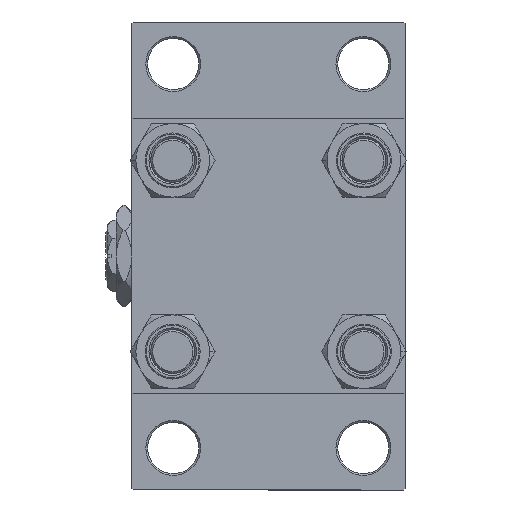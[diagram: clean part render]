
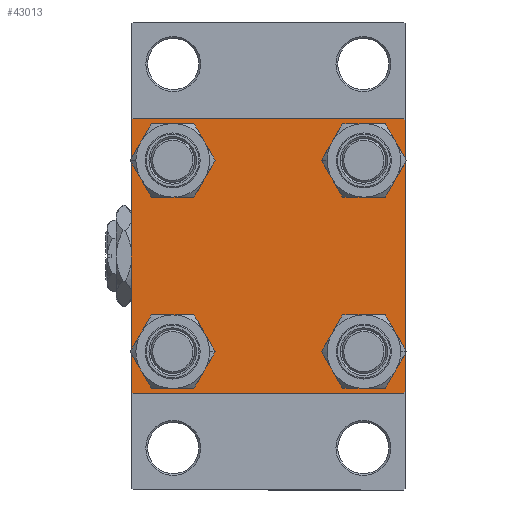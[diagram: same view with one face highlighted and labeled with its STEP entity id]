
A CAD part, left-side view. The second image highlights one B-rep face of the part: STEP entity #43013.
In plain terms, the highlighted planar face has unit normal (-1, 0, 0).
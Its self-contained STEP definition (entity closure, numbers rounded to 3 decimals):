
#91 = CARTESIAN_POINT ( 'NONE',  ( 0., 26.15, 26.15 ) ) ;
#342 = LINE ( 'NONE', #15531, #25390 ) ;
#1741 = CIRCLE ( 'NONE', #6554, 6.5 ) ;
#2012 = ORIENTED_EDGE ( 'NONE', *, *, #37090, .T. ) ;
#2074 = EDGE_CURVE ( 'NONE', #15551, #36660, #32707, .T. ) ;
#2157 = ORIENTED_EDGE ( 'NONE', *, *, #36008, .T. ) ;
#2348 = CARTESIAN_POINT ( 'NONE',  ( 0., -37., -37.5 ) ) ;
#3494 = AXIS2_PLACEMENT_3D ( 'NONE', #16784, #12563, #28016 ) ;
#3874 = EDGE_LOOP ( 'NONE', ( #19893, #12856 ) ) ;
#3939 = VERTEX_POINT ( 'NONE', #25980 ) ;
#4269 = DIRECTION ( 'NONE',  ( 0., 0., 1. ) ) ;
#4801 = EDGE_LOOP ( 'NONE', ( #7980, #32845 ) ) ;
#4817 = CARTESIAN_POINT ( 'NONE',  ( 0., 26.15, -32.65 ) ) ;
#4987 = ORIENTED_EDGE ( 'NONE', *, *, #8301, .T. ) ;
#5141 = LINE ( 'NONE', #27825, #13542 ) ;
#5597 = DIRECTION ( 'NONE',  ( 0., 0.707, 0.707 ) ) ;
#5913 = CIRCLE ( 'NONE', #19428, 6.5 ) ;
#6464 = LINE ( 'NONE', #21657, #44780 ) ;
#6554 = AXIS2_PLACEMENT_3D ( 'NONE', #19815, #27305, #46983 ) ;
#6611 = ORIENTED_EDGE ( 'NONE', *, *, #2074, .T. ) ;
#7094 = VERTEX_POINT ( 'NONE', #26365 ) ;
#7480 = VERTEX_POINT ( 'NONE', #38772 ) ;
#7512 = CARTESIAN_POINT ( 'NONE',  ( 0., -37., 37.5 ) ) ;
#7980 = ORIENTED_EDGE ( 'NONE', *, *, #11667, .T. ) ;
#8301 = EDGE_CURVE ( 'NONE', #9457, #12402, #1741, .T. ) ;
#8830 = CIRCLE ( 'NONE', #37469, 6.5 ) ;
#9063 = CARTESIAN_POINT ( 'NONE',  ( 0., -37.5, 37.5 ) ) ;
#9457 = VERTEX_POINT ( 'NONE', #4817 ) ;
#11186 = DIRECTION ( 'NONE',  ( 0., 0., 1. ) ) ;
#11659 = CIRCLE ( 'NONE', #13249, 6.5 ) ;
#11667 = EDGE_CURVE ( 'NONE', #43029, #7094, #25028, .T. ) ;
#11923 = DIRECTION ( 'NONE',  ( 1., 0., 0. ) ) ;
#12402 = VERTEX_POINT ( 'NONE', #39319 ) ;
#12473 = AXIS2_PLACEMENT_3D ( 'NONE', #45487, #37018, #44751 ) ;
#12563 = DIRECTION ( 'NONE',  ( 1., 0., 0. ) ) ;
#12856 = ORIENTED_EDGE ( 'NONE', *, *, #45749, .T. ) ;
#13089 = DIRECTION ( 'NONE',  ( 0., -0.707, 0.707 ) ) ;
#13249 = AXIS2_PLACEMENT_3D ( 'NONE', #32141, #24411, #28890 ) ;
#13542 = VECTOR ( 'NONE', #13089, 1000. ) ;
#13669 = EDGE_CURVE ( 'NONE', #46633, #21069, #25335, .T. ) ;
#13962 = VERTEX_POINT ( 'NONE', #2348 ) ;
#14029 = ORIENTED_EDGE ( 'NONE', *, *, #13669, .F. ) ;
#14081 = FACE_BOUND ( 'NONE', #4801, .T. ) ;
#14228 = EDGE_CURVE ( 'NONE', #39905, #7480, #6464, .T. ) ;
#14486 = VECTOR ( 'NONE', #43551, 1000. ) ;
#14541 = DIRECTION ( 'NONE',  ( 0., -1., 0. ) ) ;
#14622 = CIRCLE ( 'NONE', #3494, 6.5 ) ;
#14678 = CARTESIAN_POINT ( 'NONE',  ( 0., 26.15, -26.15 ) ) ;
#14698 = AXIS2_PLACEMENT_3D ( 'NONE', #19707, #22954, #4269 ) ;
#14818 = FACE_BOUND ( 'NONE', #3874, .T. ) ;
#14827 = ORIENTED_EDGE ( 'NONE', *, *, #14228, .T. ) ;
#15531 = CARTESIAN_POINT ( 'NONE',  ( 0., 37.25, -37.25 ) ) ;
#15551 = VERTEX_POINT ( 'NONE', #17803 ) ;
#15571 = CARTESIAN_POINT ( 'NONE',  ( 0., 37., 37.5 ) ) ;
#15622 = VERTEX_POINT ( 'NONE', #30758 ) ;
#16278 = EDGE_LOOP ( 'NONE', ( #25175, #4987 ) ) ;
#16410 = DIRECTION ( 'NONE',  ( 0., 0., 1. ) ) ;
#16475 = DIRECTION ( 'NONE',  ( 0., 0., 1. ) ) ;
#16784 = CARTESIAN_POINT ( 'NONE',  ( 0., -26.15, -26.15 ) ) ;
#17195 = CARTESIAN_POINT ( 'NONE',  ( 0., 37.5, 37. ) ) ;
#17268 = EDGE_CURVE ( 'NONE', #7094, #43029, #14622, .T. ) ;
#17358 = CARTESIAN_POINT ( 'NONE',  ( 0., 37.5, 37.5 ) ) ;
#17803 = CARTESIAN_POINT ( 'NONE',  ( 0., 26.15, 19.65 ) ) ;
#18534 = DIRECTION ( 'NONE',  ( 0., 0., 1. ) ) ;
#18802 = FACE_BOUND ( 'NONE', #16278, .T. ) ;
#18850 = EDGE_CURVE ( 'NONE', #12402, #9457, #5913, .T. ) ;
#19428 = AXIS2_PLACEMENT_3D ( 'NONE', #14678, #39109, #16410 ) ;
#19539 = DIRECTION ( 'NONE',  ( 0., 0.707, -0.707 ) ) ;
#19707 = CARTESIAN_POINT ( 'NONE',  ( 0., -26.15, -26.15 ) ) ;
#19815 = CARTESIAN_POINT ( 'NONE',  ( 0., 26.15, -26.15 ) ) ;
#19893 = ORIENTED_EDGE ( 'NONE', *, *, #36631, .T. ) ;
#19954 = VECTOR ( 'NONE', #19539, 1000. ) ;
#21069 = VERTEX_POINT ( 'NONE', #7512 ) ;
#21657 = CARTESIAN_POINT ( 'NONE',  ( 0., 37.5, 37.5 ) ) ;
#22954 = DIRECTION ( 'NONE',  ( 1., 0., 0. ) ) ;
#23243 = ORIENTED_EDGE ( 'NONE', *, *, #32105, .T. ) ;
#23483 = ORIENTED_EDGE ( 'NONE', *, *, #34154, .T. ) ;
#23623 = CIRCLE ( 'NONE', #48302, 6.5 ) ;
#24411 = DIRECTION ( 'NONE',  ( 1., 0., 0. ) ) ;
#25028 = CIRCLE ( 'NONE', #14698, 6.5 ) ;
#25175 = ORIENTED_EDGE ( 'NONE', *, *, #18850, .T. ) ;
#25266 = CARTESIAN_POINT ( 'NONE',  ( 0., -37.25, 37.25 ) ) ;
#25335 = LINE ( 'NONE', #17358, #14486 ) ;
#25390 = VECTOR ( 'NONE', #44791, 1000. ) ;
#25553 = CARTESIAN_POINT ( 'NONE',  ( 0., -26.15, 19.65 ) ) ;
#25980 = CARTESIAN_POINT ( 'NONE',  ( 0., 37., -37.5 ) ) ;
#26365 = CARTESIAN_POINT ( 'NONE',  ( 0., -26.15, -32.65 ) ) ;
#27305 = DIRECTION ( 'NONE',  ( 1., 0., 0. ) ) ;
#27727 = VERTEX_POINT ( 'NONE', #46597 ) ;
#27825 = CARTESIAN_POINT ( 'NONE',  ( 0., -37.25, -37.25 ) ) ;
#28016 = DIRECTION ( 'NONE',  ( 0., 0., 1. ) ) ;
#28890 = DIRECTION ( 'NONE',  ( 0., 0., 1. ) ) ;
#29289 = EDGE_LOOP ( 'NONE', ( #14827, #23483, #43107, #2157, #30211, #23243, #14029, #2012 ) ) ;
#30211 = ORIENTED_EDGE ( 'NONE', *, *, #39668, .F. ) ;
#30276 = LINE ( 'NONE', #38263, #19954 ) ;
#30280 = FACE_OUTER_BOUND ( 'NONE', #29289, .T. ) ;
#30758 = CARTESIAN_POINT ( 'NONE',  ( 0., -37.5, -37. ) ) ;
#30870 = CARTESIAN_POINT ( 'NONE',  ( 0., 26.15, 26.15 ) ) ;
#31452 = VERTEX_POINT ( 'NONE', #34088 ) ;
#32105 = EDGE_CURVE ( 'NONE', #27727, #21069, #36001, .T. ) ;
#32141 = CARTESIAN_POINT ( 'NONE',  ( 0., -26.15, 26.15 ) ) ;
#32232 = EDGE_CURVE ( 'NONE', #3939, #13962, #33994, .T. ) ;
#32707 = CIRCLE ( 'NONE', #36692, 6.5 ) ;
#32845 = ORIENTED_EDGE ( 'NONE', *, *, #17268, .T. ) ;
#32884 = DIRECTION ( 'NONE',  ( 0., 0., -1. ) ) ;
#33536 = PLANE ( 'NONE',  #12473 ) ;
#33994 = LINE ( 'NONE', #34485, #48466 ) ;
#34088 = CARTESIAN_POINT ( 'NONE',  ( 0., -26.15, 32.65 ) ) ;
#34154 = EDGE_CURVE ( 'NONE', #7480, #3939, #342, .T. ) ;
#34485 = CARTESIAN_POINT ( 'NONE',  ( 0., 37.5, -37.5 ) ) ;
#34829 = ORIENTED_EDGE ( 'NONE', *, *, #42954, .T. ) ;
#35193 = CARTESIAN_POINT ( 'NONE',  ( 0., 26.15, 32.65 ) ) ;
#35621 = EDGE_LOOP ( 'NONE', ( #34829, #6611 ) ) ;
#36001 = LINE ( 'NONE', #25266, #47645 ) ;
#36008 = EDGE_CURVE ( 'NONE', #13962, #15622, #5141, .T. ) ;
#36208 = DIRECTION ( 'NONE',  ( 0., 0., -1. ) ) ;
#36631 = EDGE_CURVE ( 'NONE', #31452, #43086, #8830, .T. ) ;
#36660 = VERTEX_POINT ( 'NONE', #35193 ) ;
#36692 = AXIS2_PLACEMENT_3D ( 'NONE', #91, #44965, #18534 ) ;
#37018 = DIRECTION ( 'NONE',  ( -1., 0., 0. ) ) ;
#37090 = EDGE_CURVE ( 'NONE', #46633, #39905, #30276, .T. ) ;
#37469 = AXIS2_PLACEMENT_3D ( 'NONE', #42416, #38442, #16475 ) ;
#38020 = CARTESIAN_POINT ( 'NONE',  ( 0., -26.15, -19.65 ) ) ;
#38263 = CARTESIAN_POINT ( 'NONE',  ( 0., 37.25, 37.25 ) ) ;
#38442 = DIRECTION ( 'NONE',  ( 1., 0., 0. ) ) ;
#38772 = CARTESIAN_POINT ( 'NONE',  ( 0., 37.5, -37. ) ) ;
#39109 = DIRECTION ( 'NONE',  ( 1., 0., 0. ) ) ;
#39319 = CARTESIAN_POINT ( 'NONE',  ( 0., 26.15, -19.65 ) ) ;
#39668 = EDGE_CURVE ( 'NONE', #27727, #15622, #46705, .T. ) ;
#39905 = VERTEX_POINT ( 'NONE', #17195 ) ;
#42416 = CARTESIAN_POINT ( 'NONE',  ( 0., -26.15, 26.15 ) ) ;
#42954 = EDGE_CURVE ( 'NONE', #36660, #15551, #23623, .T. ) ;
#43013 = ADVANCED_FACE ( 'NONE', ( #14818, #14081, #18802, #48737, #30280 ), #33536, .T. ) ;
#43029 = VERTEX_POINT ( 'NONE', #38020 ) ;
#43086 = VERTEX_POINT ( 'NONE', #25553 ) ;
#43107 = ORIENTED_EDGE ( 'NONE', *, *, #32232, .T. ) ;
#43551 = DIRECTION ( 'NONE',  ( 0., -1., 0. ) ) ;
#44702 = VECTOR ( 'NONE', #36208, 1000. ) ;
#44751 = DIRECTION ( 'NONE',  ( 0., 0., 1. ) ) ;
#44780 = VECTOR ( 'NONE', #32884, 1000. ) ;
#44791 = DIRECTION ( 'NONE',  ( 0., -0.707, -0.707 ) ) ;
#44965 = DIRECTION ( 'NONE',  ( 1., 0., 0. ) ) ;
#45487 = CARTESIAN_POINT ( 'NONE',  ( 0., 0., 0. ) ) ;
#45749 = EDGE_CURVE ( 'NONE', #43086, #31452, #11659, .T. ) ;
#46597 = CARTESIAN_POINT ( 'NONE',  ( 0., -37.5, 37. ) ) ;
#46633 = VERTEX_POINT ( 'NONE', #15571 ) ;
#46705 = LINE ( 'NONE', #9063, #44702 ) ;
#46983 = DIRECTION ( 'NONE',  ( 0., 0., 1. ) ) ;
#47645 = VECTOR ( 'NONE', #5597, 1000. ) ;
#48302 = AXIS2_PLACEMENT_3D ( 'NONE', #30870, #11923, #11186 ) ;
#48466 = VECTOR ( 'NONE', #14541, 1000. ) ;
#48737 = FACE_BOUND ( 'NONE', #35621, .T. ) ;
